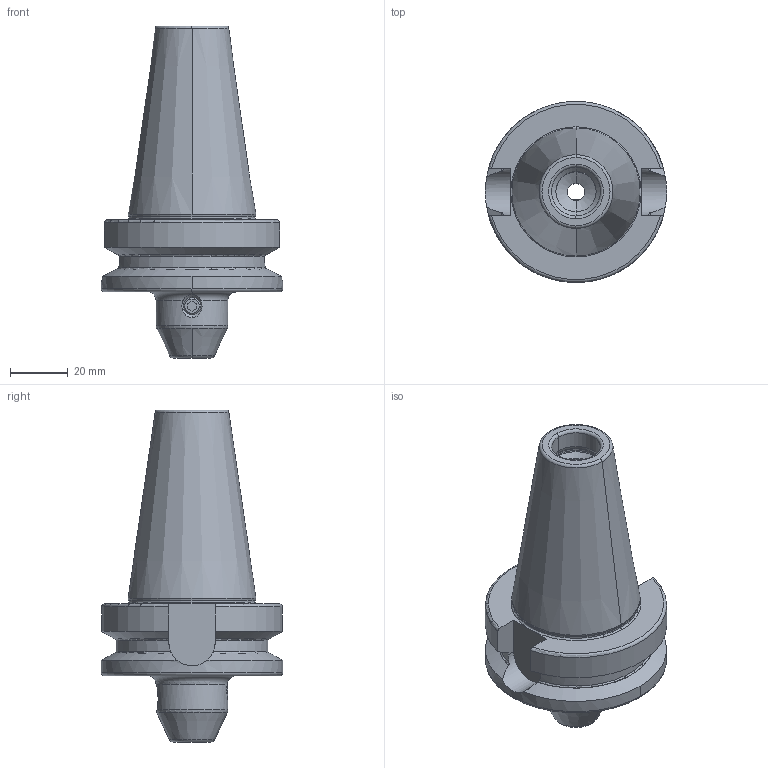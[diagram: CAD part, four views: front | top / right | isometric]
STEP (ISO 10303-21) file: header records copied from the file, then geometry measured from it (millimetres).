
FILE_DESCRIPTION((''),'2;1');
FILE_NAME('405_04_06','2020-07-23T',('101107'),(''),'CREO PARAMETRIC BY PTC INC, 2016260','CREO PARAMETRIC BY PTC INC, 2016260','');
FILE_SCHEMA(('CONFIG_CONTROL_DESIGN'));
Length unit declared in the file: millimetre
Products named in the file (1): 405_04_06
Bounding box: 63 x 63 x 115.4 mm (x, y, z)
Volume: 129014.1 mm3; surface area: 24118.6 mm2
Topology: 1 solids, 1 shells, 99 faces, 243 edges, 146 vertices
Faces by surface type: torus 27, cylinder 24, plane 24, cone 22, sphere 2
Entity records: 3198 total; most frequent: CARTESIAN_POINT 827, DIRECTION 513, ORIENTED_EDGE 482, EDGE_CURVE 241, AXIS2_PLACEMENT_3D 215, VERTEX_POINT 146, CIRCLE 113, EDGE_LOOP 103
